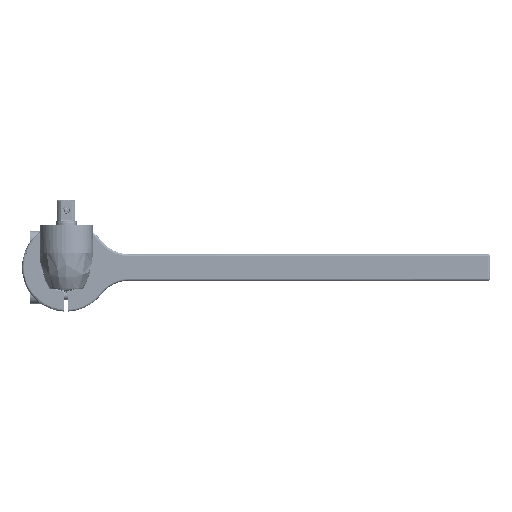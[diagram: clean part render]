
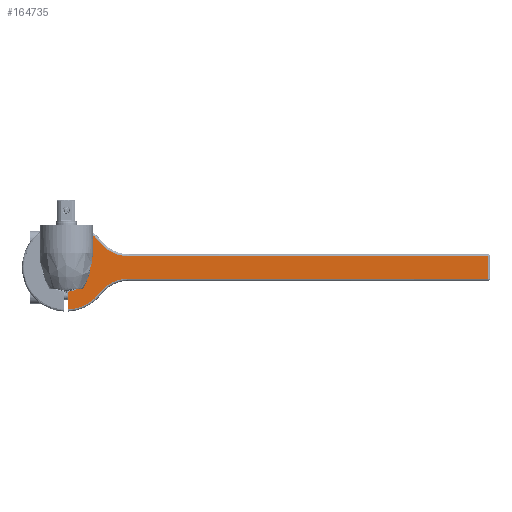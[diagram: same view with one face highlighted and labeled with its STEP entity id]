
A CAD part, left-side view. The second image highlights one B-rep face of the part: STEP entity #164735.
In plain terms, the highlighted planar face has unit normal (-1, 0, 0).
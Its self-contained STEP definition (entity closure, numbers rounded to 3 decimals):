
#21254=CARTESIAN_POINT('',(-3.769,0.,0.));
#21255=DIRECTION('',(1.,0.,0.));
#21256=DIRECTION('',(0.,-0.053,0.999));
#21257=AXIS2_PLACEMENT_3D('',#21254,#21255,#21256);
#22970=DIRECTION('',(0.,0.,-1.));
#22971=VECTOR('',#22970,0.504);
#22972=CARTESIAN_POINT('',(-3.769,-0.063,-0.685));
#22973=LINE('',#22972,#22971);
#22974=CARTESIAN_POINT('',(-3.769,0.,0.));
#22975=DIRECTION('',(1.,0.,0.));
#22976=DIRECTION('',(0.,-0.091,0.996));
#22977=AXIS2_PLACEMENT_3D('',#22974,#22975,#22976);
#22979=DIRECTION('',(0.,0.,-1.));
#22980=VECTOR('',#22979,0.504);
#22981=CARTESIAN_POINT('',(-3.769,-0.063,1.188));
#22982=LINE('',#22981,#22980);
#23025=DIRECTION('',(0.,-1.,0.));
#23026=VECTOR('',#23025,10.159);
#23027=CARTESIAN_POINT('',(-3.769,-1.781,0.315));
#23028=LINE('',#23027,#23026);
#23573=CARTESIAN_POINT('',(-3.769,0.,0.));
#23574=DIRECTION('',(-1.,0.,0.));
#23575=DIRECTION('',(0.,-0.053,-0.999));
#23576=AXIS2_PLACEMENT_3D('',#23573,#23574,#23575);
#23621=CARTESIAN_POINT('',(-3.769,-1.781,-1.375));
#23622=DIRECTION('',(1.,0.,0.));
#23623=DIRECTION('',(0.,0.792,0.611));
#23624=AXIS2_PLACEMENT_3D('',#23621,#23622,#23623);
#23636=DIRECTION('',(0.,-1.,0.));
#23637=VECTOR('',#23636,10.159);
#23638=CARTESIAN_POINT('',(-3.769,-1.781,-0.315));
#23639=LINE('',#23638,#23637);
#23687=DIRECTION('',(0.,0.,1.));
#23688=VECTOR('',#23687,0.63);
#23689=CARTESIAN_POINT('',(-3.769,-11.94,-0.315));
#23690=LINE('',#23689,#23688);
#36229=CARTESIAN_POINT('',(-3.769,-1.781,1.375));
#36230=DIRECTION('',(-1.,0.,0.));
#36231=DIRECTION('',(0.,0.792,-0.611));
#36232=AXIS2_PLACEMENT_3D('',#36229,#36230,#36231);
#149382=CARTESIAN_POINT('',(-3.769,-1.781,0.315));
#149383=CARTESIAN_POINT('',(-3.769,-11.94,0.315));
#149384=VERTEX_POINT('',#149382);
#149385=VERTEX_POINT('',#149383);
#149388=CARTESIAN_POINT('',(-3.769,-0.942,0.727));
#149389=VERTEX_POINT('',#149388);
#149392=CARTESIAN_POINT('',(-3.769,-0.063,1.188));
#149393=VERTEX_POINT('',#149392);
#149394=CARTESIAN_POINT('',(-3.769,-11.94,-0.315));
#149395=VERTEX_POINT('',#149394);
#149398=CARTESIAN_POINT('',(-3.769,-1.781,-0.315));
#149399=VERTEX_POINT('',#149398);
#149404=CARTESIAN_POINT('',(-3.769,-0.942,-0.727));
#149405=VERTEX_POINT('',#149404);
#149408=CARTESIAN_POINT('',(-3.769,-0.063,-1.188));
#149409=VERTEX_POINT('',#149408);
#149423=CARTESIAN_POINT('',(-3.769,-0.063,0.685));
#149424=VERTEX_POINT('',#149423);
#149425=CARTESIAN_POINT('',(-3.769,-0.063,-0.685));
#149426=VERTEX_POINT('',#149425);
#164712=CARTESIAN_POINT('',(-3.769,0.,0.));
#164713=DIRECTION('',(1.,0.,0.));
#164714=DIRECTION('',(0.,-1.,0.));
#164715=AXIS2_PLACEMENT_3D('',#164712,#164713,#164714);
#164716=PLANE('',#164715);
#164718=ORIENTED_EDGE('',*,*,#164717,.T.);
#164720=ORIENTED_EDGE('',*,*,#164719,.F.);
#164722=ORIENTED_EDGE('',*,*,#164721,.F.);
#164724=ORIENTED_EDGE('',*,*,#164723,.F.);
#164726=ORIENTED_EDGE('',*,*,#164725,.F.);
#164727=ORIENTED_EDGE('',*,*,#163919,.F.);
#164728=ORIENTED_EDGE('',*,*,#164525,.F.);
#164729=ORIENTED_EDGE('',*,*,#163548,.F.);
#164730=ORIENTED_EDGE('',*,*,#163586,.T.);
#164732=ORIENTED_EDGE('',*,*,#164731,.T.);
#164733=EDGE_LOOP('',(#164718,#164720,#164722,#164724,#164726,#164727,#164728,
#164729,#164730,#164732));
#164734=FACE_OUTER_BOUND('',#164733,.F.);
#164735=ADVANCED_FACE('',(#164734),#164716,.F.);
#21258=CIRCLE('',#21257,1.19);
#22978=CIRCLE('',#22977,0.688);
#23577=CIRCLE('',#23576,1.19);
#23625=CIRCLE('',#23624,1.06);
#36233=CIRCLE('',#36232,1.06);
#163548=EDGE_CURVE('',#149393,#149424,#22982,.T.);
#163586=EDGE_CURVE('',#149393,#149389,#21258,.T.);
#163919=EDGE_CURVE('',#149426,#149409,#22973,.T.);
#164525=EDGE_CURVE('',#149424,#149426,#22978,.T.);
#164717=EDGE_CURVE('',#149384,#149385,#23028,.T.);
#164719=EDGE_CURVE('',#149395,#149385,#23690,.T.);
#164721=EDGE_CURVE('',#149399,#149395,#23639,.T.);
#164723=EDGE_CURVE('',#149405,#149399,#23625,.T.);
#164725=EDGE_CURVE('',#149409,#149405,#23577,.T.);
#164731=EDGE_CURVE('',#149389,#149384,#36233,.T.);
